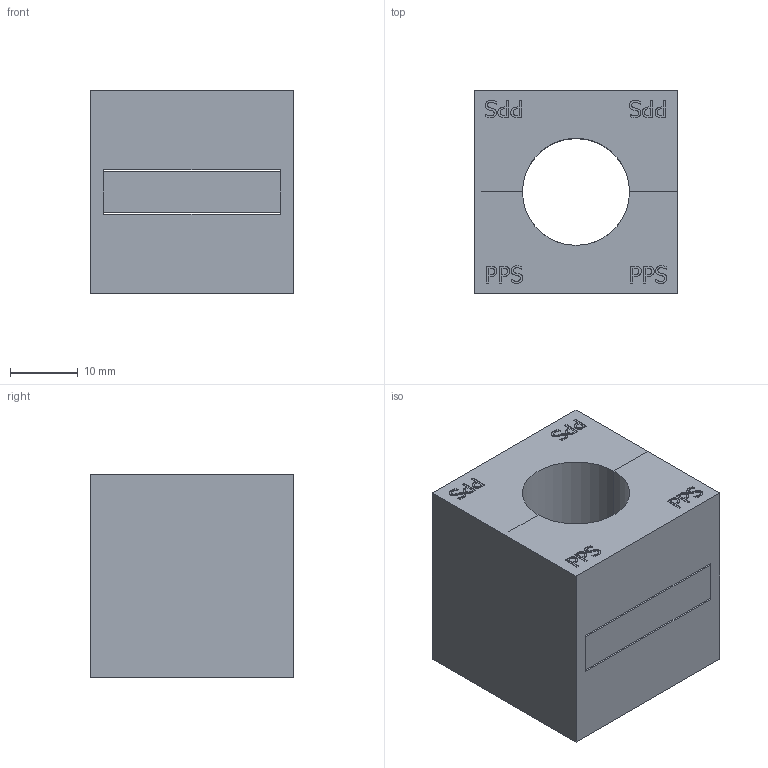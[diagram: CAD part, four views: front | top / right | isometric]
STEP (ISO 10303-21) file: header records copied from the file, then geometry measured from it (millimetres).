
FILE_DESCRIPTION(/* description */ ('CRF 30/15.8 PPS'),/* implementation_level */ '2;1');
FILE_NAME(/* name */ '190334 CRF 30_15.8 PPS.stp',/* time_stamp */ '2019-06-12T09:04:11+02:00',/* author */ ('se-jorlan'),/* organization */ (''),/* preprocessor_version */ 'ST-DEVELOPER v16.1',/* originating_system */ 'Autodesk Inventor 2016',/* authorisation */ '');
FILE_SCHEMA (('AUTOMOTIVE_DESIGN { 1 0 10303 214 3 1 1 }'));
Length unit declared in the file: millimetre
Products named in the file (1): 100-128328
Bounding box: 30 x 30 x 30 mm (x, y, z)
Volume: 20791.2 mm3; surface area: 9988.9 mm2
Topology: 3 solids, 5 shells, 486 faces, 1330 edges, 892 vertices
Faces by surface type: bspline 256, plane 226, cylinder 4
Full cylindrical faces by diameter (mm): 15.8 x2
Entity records: 17423 total; most frequent: CARTESIAN_POINT 6803, ORIENTED_EDGE 2640, EDGE_CURVE 1328, DIRECTION 1286, VERTEX_POINT 892, LINE 808, VECTOR 808, EDGE_LOOP 534
